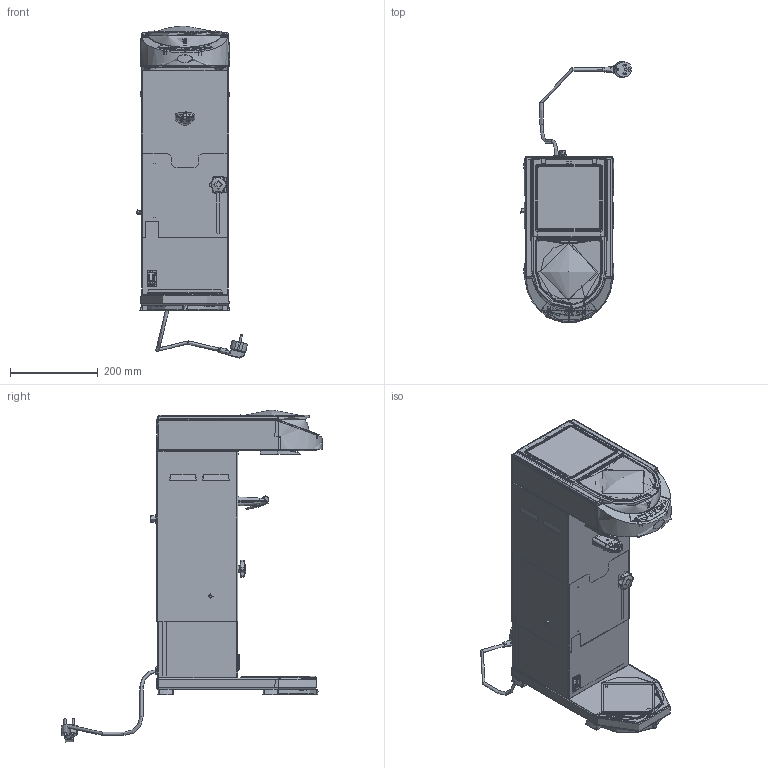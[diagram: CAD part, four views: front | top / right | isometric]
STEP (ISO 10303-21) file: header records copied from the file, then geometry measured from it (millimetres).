
FILE_DESCRIPTION(/* description */ (''),/* implementation_level */ '2;1');
FILE_NAME(/* name */ '10537.stp',/* time_stamp */ '2023-03-20T10:56:59+01:00',/* author */ ('jkloosterman'),/* organization */ (''),/* preprocessor_version */ 'ST-DEVELOPER v19.2',/* originating_system */ 'Autodesk Inventor 2023',/* authorisation */ '');
FILE_SCHEMA (('AUTOMOTIVE_DESIGN { 1 0 10303 214 3 1 1 }'));
Products named in the file (95): 10537; 12792; 12723; 12793; 12797; 12710; 12715; 12715_1; 12717; 12722; 12794; 11199; 11199_1; 05463; 11608; 12345; 07928; 05226; 02888; 02888 PART1; 02888 PART3; 02888 PART3-A; 02888 PART3-B; 02888 PART4; 02888 PART4-A; 02888 PART4-B; 02888 PART4-C; 02888 PART4-D; 02888 PART5; 02888 PART5-A; 02888 PART5-B; 02888 PART5-C; 02972; 05069; 05251; 1010002; 1009413; 1009412-1009413-PART1; POTJE ROMP; POTJE DEKSEL ...
Assembly tree (120 placements, depth 5):
  10537
    12792
      12723
      12793
      12797
    12710
      12715
        12715_1
        12717
      12722
      12794
      99231
        08399
        08401
        12235
        08421
        05036
        08400
        05051
        05050
        02890
          02890 PART1
          02890 PART2
          02890 PART3
          02890 PART4
    11199
      11199_1
      05463
    11608
    12345
      07928
      05050  x2
      05226  x2
      02888
        02888 PART1
        02888 PART3  x2
          02888 PART3-A
          02888 PART3-B
        02888 PART4
          02888 PART4-A
          02888 PART4-B
          02888 PART4-C
          02888 PART4-D  x4
        02888 PART5
          02888 PART5-A
          02888 PART5-B  x10
          02888 PART5-C
      02972
      05069  x2
      05251  x2
    1010002
      1009413
        1009412-1009413-PART1
        POTJE ROMP
        POTJE DEKSEL
         
         _1
         _2
        1009413-PART7
      02970
Bounding box: 253.01 x 597.33 x 757.24 mm (x, y, z)
Volume: 2175055.1 mm3
Topology: 117 solids, 121 shells, 8118 faces, 21166 edges, 13440 vertices
Faces by surface type: plane 4555, cylinder 1722, bspline 974, cone 418, torus 315, sphere 134
Full cylindrical faces by diameter (mm): 0.45 x10, 0.5 x3, 0.599 x2, 0.6 x1, 0.799 x3, 0.8 x4, 1.199 x3, 1.2 x4, 1.4 x4, 1.5 x3, 1.6 x3, 1.7 x8, 1.8 x2, 2 x10, 2.5 x14, 2.6 x4, 2.7 x3, 2.729 x4, 2.8 x4, 2.9 x2, 3 x10, 3.005 x2, 3.023 x2, 3.1 x1, 3.2 x9, 3.3 x9, 3.5 x28, 3.621 x2, 4 x31, 4.5 x19
Entity records: 259100 total; most frequent: CARTESIAN_POINT 81711, ORIENTED_EDGE 37014, DIRECTION 34213, EDGE_CURVE 18507, VERTEX_POINT 11826, AXIS2_PLACEMENT_3D 11405, LINE 11403, VECTOR 11403
